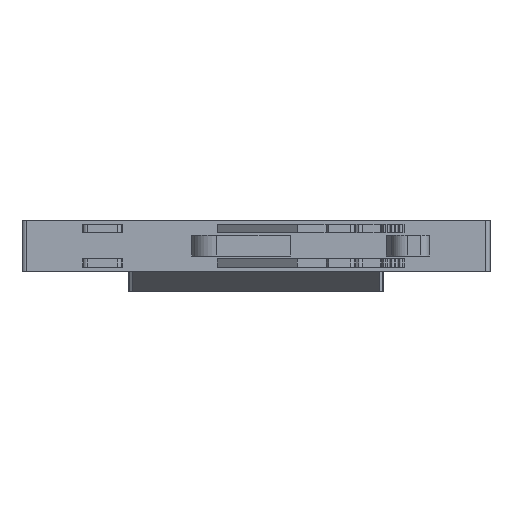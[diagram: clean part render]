
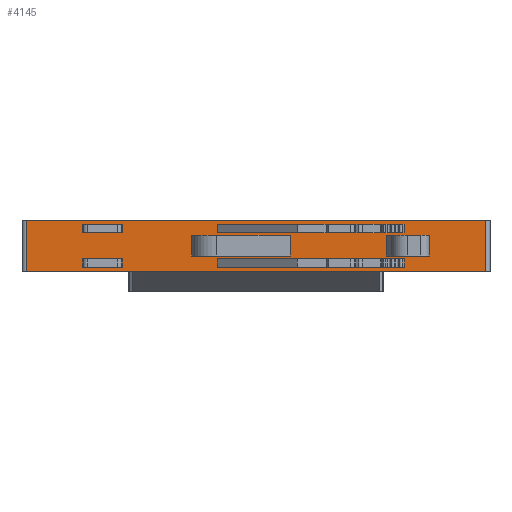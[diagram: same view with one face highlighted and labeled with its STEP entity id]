
A CAD part, front view. The second image highlights one B-rep face of the part: STEP entity #4145.
In plain terms, the highlighted planar face has unit normal (0, -1, 0).
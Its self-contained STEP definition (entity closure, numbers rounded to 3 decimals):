
#204=DIRECTION('',(0.,0.,1.));
#205=VECTOR('',#204,1.);
#206=CARTESIAN_POINT('',(-21.,-43.9,-0.1));
#207=LINE('',#206,#205);
#208=DIRECTION('',(0.,0.,1.));
#209=VECTOR('',#208,1.);
#210=CARTESIAN_POINT('',(-16.233,-43.9,-0.1));
#211=LINE('',#210,#209);
#212=DIRECTION('',(-1.,0.,0.));
#213=VECTOR('',#212,4.767);
#214=CARTESIAN_POINT('',(-16.233,-43.9,0.9));
#215=LINE('',#214,#213);
#216=DIRECTION('',(0.,0.,1.));
#217=VECTOR('',#216,1.);
#218=CARTESIAN_POINT('',(-4.701,-43.9,-0.1));
#219=LINE('',#218,#217);
#220=DIRECTION('',(0.,0.,1.));
#221=VECTOR('',#220,1.);
#222=CARTESIAN_POINT('',(18.,-43.9,-0.1));
#223=LINE('',#222,#221);
#224=DIRECTION('',(-1.,0.,0.));
#225=VECTOR('',#224,22.701);
#226=CARTESIAN_POINT('',(18.,-43.9,0.9));
#227=LINE('',#226,#225);
#228=DIRECTION('',(0.,0.,1.));
#229=VECTOR('',#228,1.);
#230=CARTESIAN_POINT('',(-16.233,-43.9,4.1));
#231=LINE('',#230,#229);
#232=DIRECTION('',(0.,0.,-1.));
#233=VECTOR('',#232,1.);
#234=CARTESIAN_POINT('',(-21.,-43.9,5.1));
#235=LINE('',#234,#233);
#236=DIRECTION('',(-1.,0.,0.));
#237=VECTOR('',#236,4.767);
#238=CARTESIAN_POINT('',(-16.233,-43.9,4.1));
#239=LINE('',#238,#237);
#240=DIRECTION('',(-1.,0.,0.));
#241=VECTOR('',#240,3.7);
#242=CARTESIAN_POINT('',(21.,-43.9,1.25));
#243=LINE('',#242,#241);
#244=DIRECTION('',(0.,0.,1.));
#245=VECTOR('',#244,2.5);
#246=CARTESIAN_POINT('',(21.,-43.9,1.25));
#247=LINE('',#246,#245);
#248=DIRECTION('',(-1.,0.,0.));
#249=VECTOR('',#248,3.7);
#250=CARTESIAN_POINT('',(21.,-43.9,3.75));
#251=LINE('',#250,#249);
#252=DIRECTION('',(0.,0.,1.));
#253=VECTOR('',#252,2.5);
#254=CARTESIAN_POINT('',(17.3,-43.9,1.25));
#255=LINE('',#254,#253);
#256=DIRECTION('',(-1.,0.,0.));
#257=VECTOR('',#256,0.603);
#258=CARTESIAN_POINT('',(-4.701,-43.9,1.25));
#259=LINE('',#258,#257);
#260=DIRECTION('',(0.,0.,1.));
#261=VECTOR('',#260,2.5);
#262=CARTESIAN_POINT('',(-4.701,-43.9,1.25));
#263=LINE('',#262,#261);
#264=DIRECTION('',(-1.,0.,0.));
#265=VECTOR('',#264,0.603);
#266=CARTESIAN_POINT('',(-4.701,-43.9,3.75));
#267=LINE('',#266,#265);
#268=DIRECTION('',(0.,0.,1.));
#269=VECTOR('',#268,2.5);
#270=CARTESIAN_POINT('',(-5.304,-43.9,1.25));
#271=LINE('',#270,#269);
#272=DIRECTION('',(0.,0.,-1.));
#273=VECTOR('',#272,1.);
#274=CARTESIAN_POINT('',(18.,-43.9,5.1));
#275=LINE('',#274,#273);
#276=DIRECTION('',(0.,0.,-1.));
#277=VECTOR('',#276,1.);
#278=CARTESIAN_POINT('',(-4.701,-43.9,5.1));
#279=LINE('',#278,#277);
#280=DIRECTION('',(-1.,0.,0.));
#281=VECTOR('',#280,22.701);
#282=CARTESIAN_POINT('',(18.,-43.9,4.1));
#283=LINE('',#282,#281);
#284=DIRECTION('',(-1.,0.,0.));
#285=VECTOR('',#284,55.8);
#286=CARTESIAN_POINT('',(27.9,-43.9,-0.6));
#287=LINE('',#286,#285);
#288=DIRECTION('',(0.,0.,-1.));
#289=VECTOR('',#288,6.2);
#290=CARTESIAN_POINT('',(-27.9,-43.9,5.6));
#291=LINE('',#290,#289);
#292=DIRECTION('',(1.,0.,0.));
#293=VECTOR('',#292,55.8);
#294=CARTESIAN_POINT('',(-27.9,-43.9,5.6));
#295=LINE('',#294,#293);
#300=DIRECTION('',(-1.,0.,0.));
#301=VECTOR('',#300,22.701);
#302=CARTESIAN_POINT('',(18.,-43.9,-0.1));
#303=LINE('',#302,#301);
#304=DIRECTION('',(-1.,0.,0.));
#305=VECTOR('',#304,4.767);
#306=CARTESIAN_POINT('',(-16.233,-43.9,-0.1));
#307=LINE('',#306,#305);
#803=DIRECTION('',(-1.,0.,0.));
#804=VECTOR('',#803,4.767);
#805=CARTESIAN_POINT('',(-16.233,-43.9,5.1));
#806=LINE('',#805,#804);
#807=DIRECTION('',(-1.,0.,0.));
#808=VECTOR('',#807,22.701);
#809=CARTESIAN_POINT('',(18.,-43.9,5.1));
#810=LINE('',#809,#808);
#1453=DIRECTION('',(0.,0.,-1.));
#1454=VECTOR('',#1453,6.2);
#1455=CARTESIAN_POINT('',(27.9,-43.9,5.6));
#1456=LINE('',#1455,#1454);
#3060=CARTESIAN_POINT('',(-27.9,-43.9,5.6));
#3061=VERTEX_POINT('',#3060);
#3062=CARTESIAN_POINT('',(27.9,-43.9,5.6));
#3064=VERTEX_POINT('',#3062);
#3396=CARTESIAN_POINT('',(-27.9,-43.9,-0.6));
#3397=VERTEX_POINT('',#3396);
#3398=CARTESIAN_POINT('',(27.9,-43.9,-0.6));
#3400=VERTEX_POINT('',#3398);
#3488=CARTESIAN_POINT('',(21.,-43.9,1.25));
#3489=CARTESIAN_POINT('',(17.3,-43.9,1.25));
#3490=VERTEX_POINT('',#3488);
#3491=VERTEX_POINT('',#3489);
#3492=CARTESIAN_POINT('',(-4.701,-43.9,1.25));
#3493=CARTESIAN_POINT('',(-5.304,-43.9,1.25));
#3494=VERTEX_POINT('',#3492);
#3495=VERTEX_POINT('',#3493);
#3496=CARTESIAN_POINT('',(21.,-43.9,3.75));
#3497=CARTESIAN_POINT('',(17.3,-43.9,3.75));
#3498=VERTEX_POINT('',#3496);
#3499=VERTEX_POINT('',#3497);
#3500=CARTESIAN_POINT('',(-4.701,-43.9,3.75));
#3501=CARTESIAN_POINT('',(-5.304,-43.9,3.75));
#3502=VERTEX_POINT('',#3500);
#3503=VERTEX_POINT('',#3501);
#3578=CARTESIAN_POINT('',(18.,-43.9,4.1));
#3579=CARTESIAN_POINT('',(-4.701,-43.9,4.1));
#3580=VERTEX_POINT('',#3578);
#3581=VERTEX_POINT('',#3579);
#3582=CARTESIAN_POINT('',(-16.233,-43.9,4.1));
#3583=CARTESIAN_POINT('',(-21.,-43.9,4.1));
#3584=VERTEX_POINT('',#3582);
#3585=VERTEX_POINT('',#3583);
#3660=CARTESIAN_POINT('',(-21.,-43.9,0.9));
#3661=VERTEX_POINT('',#3660);
#3662=CARTESIAN_POINT('',(-16.233,-43.9,0.9));
#3663=VERTEX_POINT('',#3662);
#3664=CARTESIAN_POINT('',(-4.701,-43.9,0.9));
#3665=VERTEX_POINT('',#3664);
#3666=CARTESIAN_POINT('',(18.,-43.9,0.9));
#3667=VERTEX_POINT('',#3666);
#3668=CARTESIAN_POINT('',(-21.,-43.9,5.1));
#3670=VERTEX_POINT('',#3668);
#3692=CARTESIAN_POINT('',(-16.233,-43.9,5.1));
#3693=VERTEX_POINT('',#3692);
#3694=CARTESIAN_POINT('',(-4.701,-43.9,5.1));
#3696=VERTEX_POINT('',#3694);
#3748=CARTESIAN_POINT('',(18.,-43.9,5.1));
#3749=VERTEX_POINT('',#3748);
#3750=CARTESIAN_POINT('',(18.,-43.9,-0.1));
#3751=CARTESIAN_POINT('',(-4.701,-43.9,-0.1));
#3752=VERTEX_POINT('',#3750);
#3753=VERTEX_POINT('',#3751);
#3754=CARTESIAN_POINT('',(-16.233,-43.9,-0.1));
#3755=CARTESIAN_POINT('',(-21.,-43.9,-0.1));
#3756=VERTEX_POINT('',#3754);
#3757=VERTEX_POINT('',#3755);
#4071=CARTESIAN_POINT('',(-27.9,-43.9,5.6));
#4072=DIRECTION('',(0.,-1.,0.));
#4073=DIRECTION('',(1.,0.,0.));
#4074=AXIS2_PLACEMENT_3D('',#4071,#4072,#4073);
#4075=PLANE('',#4074);
#4077=ORIENTED_EDGE('',*,*,#4076,.T.);
#4079=ORIENTED_EDGE('',*,*,#4078,.F.);
#4080=ORIENTED_EDGE('',*,*,#3973,.T.);
#4082=ORIENTED_EDGE('',*,*,#4081,.T.);
#4083=EDGE_LOOP('',(#4077,#4079,#4080,#4082));
#4084=FACE_OUTER_BOUND('',#4083,.F.);
#4086=ORIENTED_EDGE('',*,*,#4085,.F.);
#4088=ORIENTED_EDGE('',*,*,#4087,.F.);
#4090=ORIENTED_EDGE('',*,*,#4089,.T.);
#4092=ORIENTED_EDGE('',*,*,#4091,.T.);
#4093=EDGE_LOOP('',(#4086,#4088,#4090,#4092));
#4094=FACE_BOUND('',#4093,.F.);
#4096=ORIENTED_EDGE('',*,*,#4095,.T.);
#4098=ORIENTED_EDGE('',*,*,#4097,.T.);
#4100=ORIENTED_EDGE('',*,*,#4099,.T.);
#4102=ORIENTED_EDGE('',*,*,#4101,.F.);
#4103=EDGE_LOOP('',(#4096,#4098,#4100,#4102));
#4104=FACE_BOUND('',#4103,.F.);
#4106=ORIENTED_EDGE('',*,*,#4105,.F.);
#4108=ORIENTED_EDGE('',*,*,#4107,.T.);
#4110=ORIENTED_EDGE('',*,*,#4109,.T.);
#4112=ORIENTED_EDGE('',*,*,#4111,.F.);
#4113=EDGE_LOOP('',(#4106,#4108,#4110,#4112));
#4114=FACE_BOUND('',#4113,.F.);
#4116=ORIENTED_EDGE('',*,*,#4115,.F.);
#4118=ORIENTED_EDGE('',*,*,#4117,.T.);
#4120=ORIENTED_EDGE('',*,*,#4119,.T.);
#4122=ORIENTED_EDGE('',*,*,#4121,.F.);
#4123=EDGE_LOOP('',(#4116,#4118,#4120,#4122));
#4124=FACE_BOUND('',#4123,.F.);
#4126=ORIENTED_EDGE('',*,*,#4125,.F.);
#4128=ORIENTED_EDGE('',*,*,#4127,.T.);
#4130=ORIENTED_EDGE('',*,*,#4129,.T.);
#4132=ORIENTED_EDGE('',*,*,#4131,.F.);
#4133=EDGE_LOOP('',(#4126,#4128,#4130,#4132));
#4134=FACE_BOUND('',#4133,.F.);
#4136=ORIENTED_EDGE('',*,*,#4135,.F.);
#4138=ORIENTED_EDGE('',*,*,#4137,.F.);
#4140=ORIENTED_EDGE('',*,*,#4139,.T.);
#4142=ORIENTED_EDGE('',*,*,#4141,.T.);
#4143=EDGE_LOOP('',(#4136,#4138,#4140,#4142));
#4144=FACE_BOUND('',#4143,.F.);
#3973=EDGE_CURVE('',#3061,#3064,#295,.T.);
#4076=EDGE_CURVE('',#3400,#3397,#287,.T.);
#4078=EDGE_CURVE('',#3061,#3397,#291,.T.);
#4081=EDGE_CURVE('',#3064,#3400,#1456,.T.);
#4085=EDGE_CURVE('',#3753,#3665,#219,.T.);
#4087=EDGE_CURVE('',#3752,#3753,#303,.T.);
#4089=EDGE_CURVE('',#3752,#3667,#223,.T.);
#4091=EDGE_CURVE('',#3667,#3665,#227,.T.);
#4095=EDGE_CURVE('',#3584,#3693,#231,.T.);
#4097=EDGE_CURVE('',#3693,#3670,#806,.T.);
#4099=EDGE_CURVE('',#3670,#3585,#235,.T.);
#4101=EDGE_CURVE('',#3584,#3585,#239,.T.);
#4105=EDGE_CURVE('',#3490,#3491,#243,.T.);
#4107=EDGE_CURVE('',#3490,#3498,#247,.T.);
#4109=EDGE_CURVE('',#3498,#3499,#251,.T.);
#4111=EDGE_CURVE('',#3491,#3499,#255,.T.);
#4115=EDGE_CURVE('',#3494,#3495,#259,.T.);
#4117=EDGE_CURVE('',#3494,#3502,#263,.T.);
#4119=EDGE_CURVE('',#3502,#3503,#267,.T.);
#4121=EDGE_CURVE('',#3495,#3503,#271,.T.);
#4125=EDGE_CURVE('',#3749,#3580,#275,.T.);
#4127=EDGE_CURVE('',#3749,#3696,#810,.T.);
#4129=EDGE_CURVE('',#3696,#3581,#279,.T.);
#4131=EDGE_CURVE('',#3580,#3581,#283,.T.);
#4135=EDGE_CURVE('',#3757,#3661,#207,.T.);
#4137=EDGE_CURVE('',#3756,#3757,#307,.T.);
#4139=EDGE_CURVE('',#3756,#3663,#211,.T.);
#4141=EDGE_CURVE('',#3663,#3661,#215,.T.);
#4145=ADVANCED_FACE('',(#4084,#4094,#4104,#4114,#4124,#4134,#4144),#4075,.T.);
